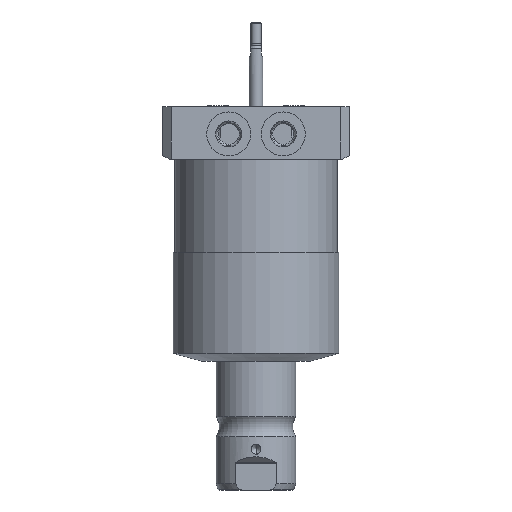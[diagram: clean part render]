
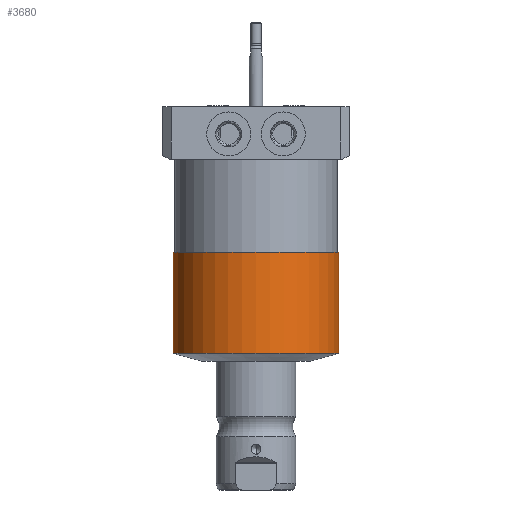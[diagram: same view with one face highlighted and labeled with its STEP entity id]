
A CAD part, left-side view. The second image highlights one B-rep face of the part: STEP entity #3680.
In plain terms, the highlighted cylindrical face has radius 39.522 mm (diameter 79.045 mm), a partial arc.
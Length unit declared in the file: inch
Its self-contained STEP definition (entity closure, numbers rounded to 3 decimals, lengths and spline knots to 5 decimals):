
#306=CARTESIAN_POINT('',(0.,0.,-1.75));
#307=DIRECTION('',(0.,0.,-1.));
#308=DIRECTION('',(0.,-1.,0.));
#309=AXIS2_PLACEMENT_3D('',#306,#307,#308);
#322=DIRECTION('',(0.,0.,-1.));
#323=VECTOR('',#322,1.89602);
#324=CARTESIAN_POINT('',(0.,-1.556,-1.75));
#325=LINE('',#324,#323);
#329=CARTESIAN_POINT('',(0.,0.,-3.64602));
#330=DIRECTION('',(0.,0.,-1.));
#331=DIRECTION('',(0.,-1.,0.));
#332=AXIS2_PLACEMENT_3D('',#329,#330,#331);
#391=DIRECTION('',(0.,0.,-1.));
#392=VECTOR('',#391,1.89602);
#393=CARTESIAN_POINT('',(0.,1.556,-1.75));
#394=LINE('',#393,#392);
#3396=CARTESIAN_POINT('',(0.,-1.556,-1.75));
#3397=CARTESIAN_POINT('',(0.,1.556,-1.75));
#3398=VERTEX_POINT('',#3396);
#3399=VERTEX_POINT('',#3397);
#3404=CARTESIAN_POINT('',(0.,-1.556,-3.64602));
#3405=CARTESIAN_POINT('',(0.,1.556,-3.64602));
#3406=VERTEX_POINT('',#3404);
#3407=VERTEX_POINT('',#3405);
#3666=CARTESIAN_POINT('',(0.,0.,0.));
#3667=DIRECTION('',(0.,0.,-1.));
#3668=DIRECTION('',(0.,-1.,0.));
#3669=AXIS2_PLACEMENT_3D('',#3666,#3667,#3668);
#3670=CYLINDRICAL_SURFACE('',#3669,1.556);
#3672=ORIENTED_EDGE('',*,*,#3671,.T.);
#3674=ORIENTED_EDGE('',*,*,#3673,.F.);
#3675=ORIENTED_EDGE('',*,*,#3655,.F.);
#3677=ORIENTED_EDGE('',*,*,#3676,.T.);
#3678=EDGE_LOOP('',(#3672,#3674,#3675,#3677));
#3679=FACE_OUTER_BOUND('',#3678,.F.);
#310=CIRCLE('',#309,1.556);
#333=CIRCLE('',#332,1.556);
#3655=EDGE_CURVE('',#3398,#3399,#310,.T.);
#3671=EDGE_CURVE('',#3406,#3407,#333,.T.);
#3673=EDGE_CURVE('',#3399,#3407,#394,.T.);
#3676=EDGE_CURVE('',#3398,#3406,#325,.T.);
#3680=ADVANCED_FACE('',(#3679),#3670,.T.);
